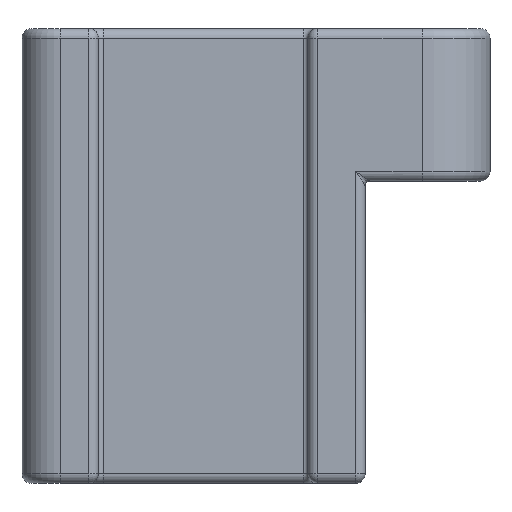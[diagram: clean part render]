
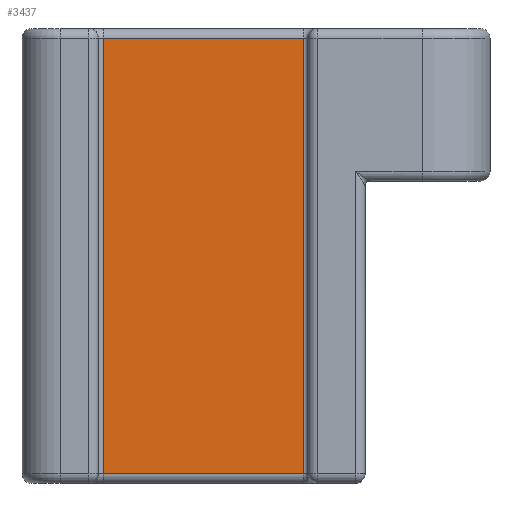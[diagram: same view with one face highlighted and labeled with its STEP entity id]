
A CAD part, top view. The second image highlights one B-rep face of the part: STEP entity #3437.
In plain terms, the highlighted planar face has unit normal (0, 0, 1).
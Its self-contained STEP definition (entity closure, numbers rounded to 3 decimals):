
#256=PLANE('',#3683);
#448=FACE_OUTER_BOUND('',#656,.T.);
#656=EDGE_LOOP('',(#3170,#3171,#3172,#3173));
#962=LINE('',#6064,#1297);
#970=LINE('',#6104,#1305);
#990=LINE('',#6204,#1325);
#992=LINE('',#6207,#1327);
#1297=VECTOR('',#4267,10.);
#1305=VECTOR('',#4317,10.);
#1325=VECTOR('',#4455,10.);
#1327=VECTOR('',#4459,10.);
#1688=VERTEX_POINT('',#6045);
#1694=VERTEX_POINT('',#6060);
#1695=VERTEX_POINT('',#6067);
#1702=VERTEX_POINT('',#6094);
#2139=EDGE_CURVE('',#1688,#1694,#962,.T.);
#2160=EDGE_CURVE('',#1702,#1695,#970,.T.);
#2213=EDGE_CURVE('',#1694,#1702,#990,.T.);
#2215=EDGE_CURVE('',#1695,#1688,#992,.T.);
#3170=ORIENTED_EDGE('',*,*,#2160,.T.);
#3171=ORIENTED_EDGE('',*,*,#2215,.T.);
#3172=ORIENTED_EDGE('',*,*,#2139,.T.);
#3173=ORIENTED_EDGE('',*,*,#2213,.T.);
#3437=ADVANCED_FACE('',(#448),#256,.T.);
#3683=AXIS2_PLACEMENT_3D('',#6217,#4475,#4476);
#4267=DIRECTION('',(0.,-1.,0.));
#4317=DIRECTION('',(0.,1.,0.));
#4455=DIRECTION('',(1.,0.,0.));
#4459=DIRECTION('',(-1.,0.,0.));
#4475=DIRECTION('center_axis',(0.,0.,1.));
#4476=DIRECTION('ref_axis',(-1.,0.,0.));
#6045=CARTESIAN_POINT('',(-15.25,-21.25,0.1));
#6060=CARTESIAN_POINT('',(-15.25,-44.1,0.1));
#6064=CARTESIAN_POINT('',(-15.25,-20.75,0.1));
#6067=CARTESIAN_POINT('',(-4.75,-21.25,0.1));
#6094=CARTESIAN_POINT('',(-4.75,-44.1,0.1));
#6104=CARTESIAN_POINT('',(-4.75,-20.75,0.1));
#6204=CARTESIAN_POINT('',(-5.863,-44.1,0.1));
#6207=CARTESIAN_POINT('',(-5.863,-21.25,0.1));
#6217=CARTESIAN_POINT('Origin',(-4.5,-20.75,0.1));
